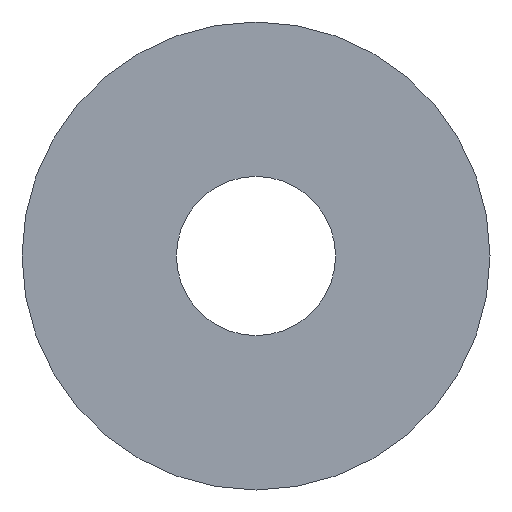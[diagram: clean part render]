
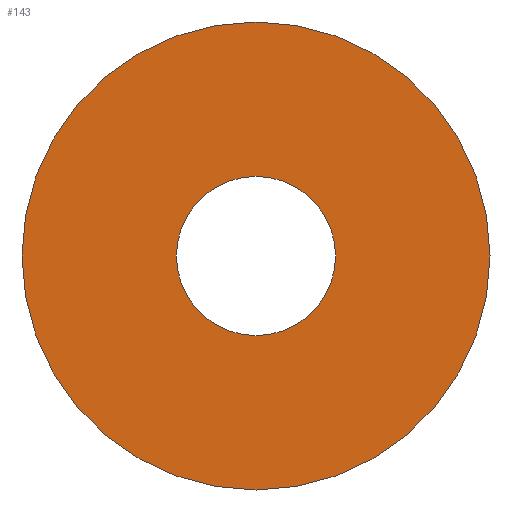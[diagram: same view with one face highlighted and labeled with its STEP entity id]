
A CAD part, front view. The second image highlights one B-rep face of the part: STEP entity #143.
In plain terms, the highlighted planar face has unit normal (0, -1, 0).
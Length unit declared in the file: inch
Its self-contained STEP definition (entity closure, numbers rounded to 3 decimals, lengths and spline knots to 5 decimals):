
#5 = ORIENTED_EDGE ( 'NONE', *, *, #38, .T. ) ;
#14 = DIRECTION ( 'NONE',  ( 0., 0., 1. ) ) ;
#15 = CARTESIAN_POINT ( 'NONE',  ( 0., -0.02, 0. ) ) ;
#21 = EDGE_LOOP ( 'NONE', ( #5, #212 ) ) ;
#25 = ORIENTED_EDGE ( 'NONE', *, *, #222, .F. ) ;
#31 = DIRECTION ( 'NONE',  ( 0., 1., 0. ) ) ;
#36 = CARTESIAN_POINT ( 'NONE',  ( 0., -0.02, -0.255 ) ) ;
#38 = EDGE_CURVE ( 'NONE', #67, #71, #176, .T. ) ;
#39 = DIRECTION ( 'NONE',  ( 0., 1., 0. ) ) ;
#41 = DIRECTION ( 'NONE',  ( 0., 1., 0. ) ) ;
#53 = EDGE_LOOP ( 'NONE', ( #211, #25 ) ) ;
#55 = AXIS2_PLACEMENT_3D ( 'NONE', #131, #41, #219 ) ;
#67 = VERTEX_POINT ( 'NONE', #36 ) ;
#68 = CIRCLE ( 'NONE', #136, 0.75 ) ;
#71 = VERTEX_POINT ( 'NONE', #73 ) ;
#72 = AXIS2_PLACEMENT_3D ( 'NONE', #209, #39, #195 ) ;
#73 = CARTESIAN_POINT ( 'NONE',  ( 0., -0.02, 0.255 ) ) ;
#91 = CARTESIAN_POINT ( 'NONE',  ( 0., -0.02, 0.75 ) ) ;
#112 = DIRECTION ( 'NONE',  ( 0., 1., 0. ) ) ;
#115 = FACE_OUTER_BOUND ( 'NONE', #53, .T. ) ;
#116 = DIRECTION ( 'NONE',  ( 0., 0., 1. ) ) ;
#123 = VERTEX_POINT ( 'NONE', #129 ) ;
#129 = CARTESIAN_POINT ( 'NONE',  ( 0., -0.02, -0.75 ) ) ;
#130 = EDGE_CURVE ( 'NONE', #123, #186, #180, .T. ) ;
#131 = CARTESIAN_POINT ( 'NONE',  ( 0., -0.02, 0. ) ) ;
#132 = FACE_BOUND ( 'NONE', #21, .T. ) ;
#134 = AXIS2_PLACEMENT_3D ( 'NONE', #154, #31, #152 ) ;
#136 = AXIS2_PLACEMENT_3D ( 'NONE', #170, #205, #116 ) ;
#143 = ADVANCED_FACE ( 'NONE', ( #115, #132 ), #149, .F. ) ;
#149 = PLANE ( 'NONE',  #194 ) ;
#151 = CIRCLE ( 'NONE', #134, 0.255 ) ;
#152 = DIRECTION ( 'NONE',  ( 0., 0., 1. ) ) ;
#154 = CARTESIAN_POINT ( 'NONE',  ( 0., -0.02, 0. ) ) ;
#170 = CARTESIAN_POINT ( 'NONE',  ( 0., -0.02, 0. ) ) ;
#176 = CIRCLE ( 'NONE', #72, 0.255 ) ;
#180 = CIRCLE ( 'NONE', #55, 0.75 ) ;
#186 = VERTEX_POINT ( 'NONE', #91 ) ;
#194 = AXIS2_PLACEMENT_3D ( 'NONE', #15, #112, #14 ) ;
#195 = DIRECTION ( 'NONE',  ( 0., 0., 1. ) ) ;
#205 = DIRECTION ( 'NONE',  ( 0., 1., 0. ) ) ;
#209 = CARTESIAN_POINT ( 'NONE',  ( 0., -0.02, 0. ) ) ;
#211 = ORIENTED_EDGE ( 'NONE', *, *, #130, .F. ) ;
#212 = ORIENTED_EDGE ( 'NONE', *, *, #218, .T. ) ;
#218 = EDGE_CURVE ( 'NONE', #71, #67, #151, .T. ) ;
#219 = DIRECTION ( 'NONE',  ( 0., 0., 1. ) ) ;
#222 = EDGE_CURVE ( 'NONE', #186, #123, #68, .T. ) ;
